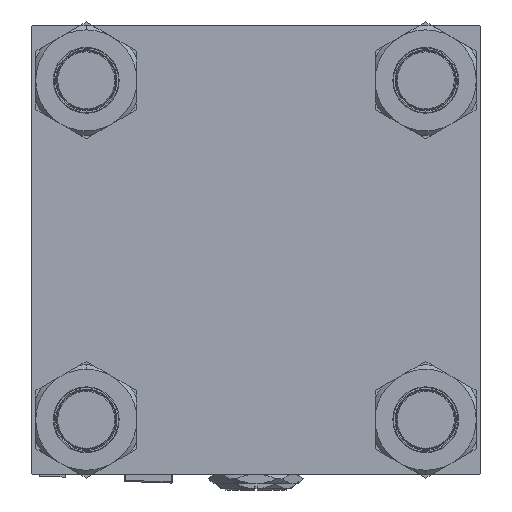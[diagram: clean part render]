
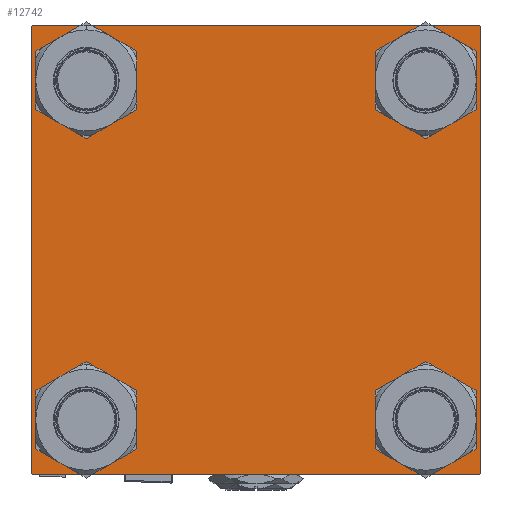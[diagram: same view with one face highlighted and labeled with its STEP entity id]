
A CAD part, left-side view. The second image highlights one B-rep face of the part: STEP entity #12742.
In plain terms, the highlighted planar face has unit normal (-1, 0, 0).
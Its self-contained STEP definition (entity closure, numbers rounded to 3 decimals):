
#458 = CIRCLE ( 'NONE', #1355, 14. ) ;
#660 = ORIENTED_EDGE ( 'NONE', *, *, #1677, .T. ) ;
#1268 = VERTEX_POINT ( 'NONE', #28135 ) ;
#1355 = AXIS2_PLACEMENT_3D ( 'NONE', #40293, #1979, #25955 ) ;
#1646 = CARTESIAN_POINT ( 'NONE',  ( 0., -102., -102.5 ) ) ;
#1677 = EDGE_CURVE ( 'NONE', #13076, #8233, #52643, .T. ) ;
#1979 = DIRECTION ( 'NONE',  ( 1., 0., 0. ) ) ;
#2482 = CARTESIAN_POINT ( 'NONE',  ( 0., 102.5, 102.5 ) ) ;
#2870 = CIRCLE ( 'NONE', #40957, 14. ) ;
#3065 = CARTESIAN_POINT ( 'NONE',  ( 0., 77.45, -77.45 ) ) ;
#3122 = EDGE_CURVE ( 'NONE', #21901, #6682, #46427, .T. ) ;
#3252 = CARTESIAN_POINT ( 'NONE',  ( 0., 77.45, 63.45 ) ) ;
#3432 = CARTESIAN_POINT ( 'NONE',  ( 0., -77.45, 91.45 ) ) ;
#3616 = CARTESIAN_POINT ( 'NONE',  ( 0., -77.45, -91.45 ) ) ;
#3687 = EDGE_CURVE ( 'NONE', #25296, #38083, #41692, .T. ) ;
#3807 = CARTESIAN_POINT ( 'NONE',  ( 0., 77.45, 91.45 ) ) ;
#3941 = DIRECTION ( 'NONE',  ( 0., 0., 1. ) ) ;
#4611 = ORIENTED_EDGE ( 'NONE', *, *, #20119, .T. ) ;
#4744 = CARTESIAN_POINT ( 'NONE',  ( 0., -102., 102.5 ) ) ;
#4747 = EDGE_CURVE ( 'NONE', #25593, #16672, #9274, .T. ) ;
#5092 = CARTESIAN_POINT ( 'NONE',  ( 0., 102.5, -102.5 ) ) ;
#5144 = CARTESIAN_POINT ( 'NONE',  ( 0., 77.45, 77.45 ) ) ;
#5388 = CARTESIAN_POINT ( 'NONE',  ( 0., 102.5, -102. ) ) ;
#5679 = EDGE_CURVE ( 'NONE', #38083, #25593, #27577, .T. ) ;
#5702 = VECTOR ( 'NONE', #35633, 1000. ) ;
#6315 = CARTESIAN_POINT ( 'NONE',  ( 0., -102.5, -102. ) ) ;
#6682 = VERTEX_POINT ( 'NONE', #3807 ) ;
#7227 = VERTEX_POINT ( 'NONE', #4744 ) ;
#7757 = DIRECTION ( 'NONE',  ( 0., -1., 0. ) ) ;
#7810 = DIRECTION ( 'NONE',  ( 1., 0., 0. ) ) ;
#7964 = DIRECTION ( 'NONE',  ( 1., 0., 0. ) ) ;
#8233 = VERTEX_POINT ( 'NONE', #33049 ) ;
#9274 = LINE ( 'NONE', #5092, #15427 ) ;
#10080 = EDGE_CURVE ( 'NONE', #42128, #25296, #50308, .T. ) ;
#10098 = EDGE_LOOP ( 'NONE', ( #27149, #18606, #13624, #27423, #44958, #15805, #47744, #49549 ) ) ;
#10357 = DIRECTION ( 'NONE',  ( 1., 0., 0. ) ) ;
#10927 = ORIENTED_EDGE ( 'NONE', *, *, #27403, .T. ) ;
#11741 = CARTESIAN_POINT ( 'NONE',  ( 0., 0., 0. ) ) ;
#12273 = CARTESIAN_POINT ( 'NONE',  ( 0., 102.25, 102.25 ) ) ;
#12562 = DIRECTION ( 'NONE',  ( -1., 0., 0. ) ) ;
#12742 = ADVANCED_FACE ( 'NONE', ( #12831, #46694, #33939, #29769, #50325 ), #41442, .T. ) ;
#12831 = FACE_BOUND ( 'NONE', #46774, .T. ) ;
#13076 = VERTEX_POINT ( 'NONE', #46105 ) ;
#13319 = LINE ( 'NONE', #38591, #26885 ) ;
#13624 = ORIENTED_EDGE ( 'NONE', *, *, #4747, .T. ) ;
#13743 = DIRECTION ( 'NONE',  ( 0., 0., 1. ) ) ;
#14506 = DIRECTION ( 'NONE',  ( 0., 0., 1. ) ) ;
#15154 = CIRCLE ( 'NONE', #52365, 14. ) ;
#15427 = VECTOR ( 'NONE', #22032, 1000. ) ;
#15805 = ORIENTED_EDGE ( 'NONE', *, *, #39450, .T. ) ;
#15876 = EDGE_LOOP ( 'NONE', ( #46843, #21070 ) ) ;
#16672 = VERTEX_POINT ( 'NONE', #1646 ) ;
#18430 = AXIS2_PLACEMENT_3D ( 'NONE', #3065, #23630, #27257 ) ;
#18606 = ORIENTED_EDGE ( 'NONE', *, *, #5679, .T. ) ;
#18866 = DIRECTION ( 'NONE',  ( 1., 0., 0. ) ) ;
#18912 = CARTESIAN_POINT ( 'NONE',  ( 0., -102.5, 102.5 ) ) ;
#19154 = VERTEX_POINT ( 'NONE', #38077 ) ;
#20119 = EDGE_CURVE ( 'NONE', #29612, #40675, #26541, .T. ) ;
#20383 = DIRECTION ( 'NONE',  ( 1., 0., 0. ) ) ;
#21070 = ORIENTED_EDGE ( 'NONE', *, *, #3122, .T. ) ;
#21901 = VERTEX_POINT ( 'NONE', #3252 ) ;
#22032 = DIRECTION ( 'NONE',  ( 0., -1., 0. ) ) ;
#23630 = DIRECTION ( 'NONE',  ( 1., 0., 0. ) ) ;
#24231 = VECTOR ( 'NONE', #28389, 1000. ) ;
#24288 = VERTEX_POINT ( 'NONE', #3616 ) ;
#25004 = DIRECTION ( 'NONE',  ( 0., 0., 1. ) ) ;
#25296 = VERTEX_POINT ( 'NONE', #51904 ) ;
#25354 = LINE ( 'NONE', #33145, #40321 ) ;
#25593 = VERTEX_POINT ( 'NONE', #52934 ) ;
#25955 = DIRECTION ( 'NONE',  ( 0., 0., 1. ) ) ;
#26475 = EDGE_CURVE ( 'NONE', #42128, #7227, #33293, .T. ) ;
#26541 = CIRCLE ( 'NONE', #49570, 14. ) ;
#26885 = VECTOR ( 'NONE', #30262, 1000. ) ;
#27149 = ORIENTED_EDGE ( 'NONE', *, *, #3687, .T. ) ;
#27257 = DIRECTION ( 'NONE',  ( 0., 0., 1. ) ) ;
#27403 = EDGE_CURVE ( 'NONE', #19154, #24288, #15154, .T. ) ;
#27423 = ORIENTED_EDGE ( 'NONE', *, *, #31692, .T. ) ;
#27577 = LINE ( 'NONE', #48113, #5702 ) ;
#28135 = CARTESIAN_POINT ( 'NONE',  ( 0., -102.5, 102. ) ) ;
#28389 = DIRECTION ( 'NONE',  ( 0., 0., -1. ) ) ;
#28414 = VECTOR ( 'NONE', #7757, 1000. ) ;
#29151 = EDGE_LOOP ( 'NONE', ( #49470, #660 ) ) ;
#29612 = VERTEX_POINT ( 'NONE', #53453 ) ;
#29769 = FACE_BOUND ( 'NONE', #15876, .T. ) ;
#29808 = EDGE_CURVE ( 'NONE', #40675, #29612, #2870, .T. ) ;
#30262 = DIRECTION ( 'NONE',  ( 0., -0.707, 0.707 ) ) ;
#31445 = CARTESIAN_POINT ( 'NONE',  ( 0., -77.45, 77.45 ) ) ;
#31658 = DIRECTION ( 'NONE',  ( 0., 0., 1. ) ) ;
#31692 = EDGE_CURVE ( 'NONE', #16672, #41065, #13319, .T. ) ;
#32964 = EDGE_LOOP ( 'NONE', ( #10927, #50707 ) ) ;
#33049 = CARTESIAN_POINT ( 'NONE',  ( 0., 77.45, -63.45 ) ) ;
#33145 = CARTESIAN_POINT ( 'NONE',  ( 0., -102.25, 102.25 ) ) ;
#33293 = LINE ( 'NONE', #2482, #28414 ) ;
#33939 = FACE_BOUND ( 'NONE', #29151, .T. ) ;
#34045 = DIRECTION ( 'NONE',  ( 1., 0., 0. ) ) ;
#34049 = CARTESIAN_POINT ( 'NONE',  ( 0., 77.45, 77.45 ) ) ;
#35633 = DIRECTION ( 'NONE',  ( 0., -0.707, -0.707 ) ) ;
#37349 = DIRECTION ( 'NONE',  ( 0., 0., 1. ) ) ;
#38077 = CARTESIAN_POINT ( 'NONE',  ( 0., -77.45, -63.45 ) ) ;
#38083 = VERTEX_POINT ( 'NONE', #5388 ) ;
#38333 = CARTESIAN_POINT ( 'NONE',  ( 0., 77.45, -77.45 ) ) ;
#38511 = AXIS2_PLACEMENT_3D ( 'NONE', #38333, #7810, #25004 ) ;
#38591 = CARTESIAN_POINT ( 'NONE',  ( 0., -102.25, -102.25 ) ) ;
#38986 = ORIENTED_EDGE ( 'NONE', *, *, #29808, .T. ) ;
#39322 = AXIS2_PLACEMENT_3D ( 'NONE', #5144, #34045, #13743 ) ;
#39450 = EDGE_CURVE ( 'NONE', #1268, #7227, #25354, .T. ) ;
#39755 = DIRECTION ( 'NONE',  ( 0., 0., -1. ) ) ;
#39766 = AXIS2_PLACEMENT_3D ( 'NONE', #34049, #7964, #42376 ) ;
#40293 = CARTESIAN_POINT ( 'NONE',  ( 0., -77.45, -77.45 ) ) ;
#40321 = VECTOR ( 'NONE', #50071, 1000. ) ;
#40675 = VERTEX_POINT ( 'NONE', #3432 ) ;
#40957 = AXIS2_PLACEMENT_3D ( 'NONE', #31445, #10357, #14506 ) ;
#41065 = VERTEX_POINT ( 'NONE', #6315 ) ;
#41398 = EDGE_CURVE ( 'NONE', #1268, #41065, #44468, .T. ) ;
#41442 = PLANE ( 'NONE',  #54753 ) ;
#41692 = LINE ( 'NONE', #49476, #24231 ) ;
#42128 = VERTEX_POINT ( 'NONE', #44264 ) ;
#42376 = DIRECTION ( 'NONE',  ( 0., 0., 1. ) ) ;
#43764 = VECTOR ( 'NONE', #39755, 1000. ) ;
#44151 = CARTESIAN_POINT ( 'NONE',  ( 0., -77.45, 77.45 ) ) ;
#44192 = EDGE_CURVE ( 'NONE', #24288, #19154, #458, .T. ) ;
#44264 = CARTESIAN_POINT ( 'NONE',  ( 0., 102., 102.5 ) ) ;
#44468 = LINE ( 'NONE', #18912, #43764 ) ;
#44958 = ORIENTED_EDGE ( 'NONE', *, *, #41398, .F. ) ;
#45790 = VECTOR ( 'NONE', #46135, 1000. ) ;
#46105 = CARTESIAN_POINT ( 'NONE',  ( 0., 77.45, -91.45 ) ) ;
#46135 = DIRECTION ( 'NONE',  ( 0., 0.707, -0.707 ) ) ;
#46427 = CIRCLE ( 'NONE', #39322, 14. ) ;
#46694 = FACE_BOUND ( 'NONE', #32964, .T. ) ;
#46774 = EDGE_LOOP ( 'NONE', ( #38986, #4611 ) ) ;
#46843 = ORIENTED_EDGE ( 'NONE', *, *, #54779, .T. ) ;
#47744 = ORIENTED_EDGE ( 'NONE', *, *, #26475, .F. ) ;
#48113 = CARTESIAN_POINT ( 'NONE',  ( 0., 102.25, -102.25 ) ) ;
#49470 = ORIENTED_EDGE ( 'NONE', *, *, #52538, .T. ) ;
#49476 = CARTESIAN_POINT ( 'NONE',  ( 0., 102.5, 102.5 ) ) ;
#49549 = ORIENTED_EDGE ( 'NONE', *, *, #10080, .T. ) ;
#49570 = AXIS2_PLACEMENT_3D ( 'NONE', #44151, #18866, #31658 ) ;
#50071 = DIRECTION ( 'NONE',  ( 0., 0.707, 0.707 ) ) ;
#50099 = CARTESIAN_POINT ( 'NONE',  ( 0., -77.45, -77.45 ) ) ;
#50308 = LINE ( 'NONE', #12273, #45790 ) ;
#50325 = FACE_OUTER_BOUND ( 'NONE', #10098, .T. ) ;
#50707 = ORIENTED_EDGE ( 'NONE', *, *, #44192, .T. ) ;
#51904 = CARTESIAN_POINT ( 'NONE',  ( 0., 102.5, 102. ) ) ;
#52365 = AXIS2_PLACEMENT_3D ( 'NONE', #50099, #20383, #37349 ) ;
#52538 = EDGE_CURVE ( 'NONE', #8233, #13076, #54797, .T. ) ;
#52643 = CIRCLE ( 'NONE', #38511, 14. ) ;
#52934 = CARTESIAN_POINT ( 'NONE',  ( 0., 102., -102.5 ) ) ;
#53453 = CARTESIAN_POINT ( 'NONE',  ( 0., -77.45, 63.45 ) ) ;
#54753 = AXIS2_PLACEMENT_3D ( 'NONE', #11741, #12562, #3941 ) ;
#54779 = EDGE_CURVE ( 'NONE', #6682, #21901, #54869, .T. ) ;
#54797 = CIRCLE ( 'NONE', #18430, 14. ) ;
#54869 = CIRCLE ( 'NONE', #39766, 14. ) ;
